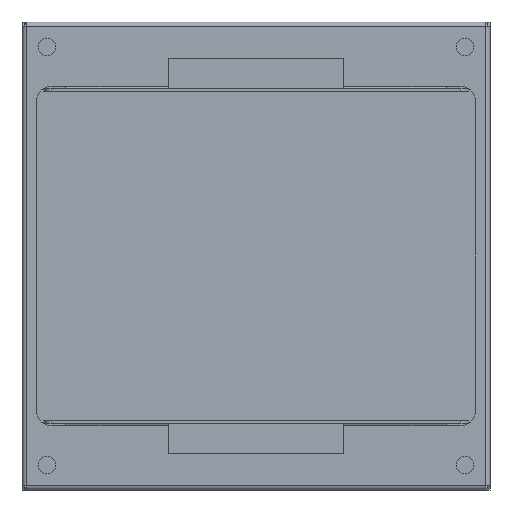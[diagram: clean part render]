
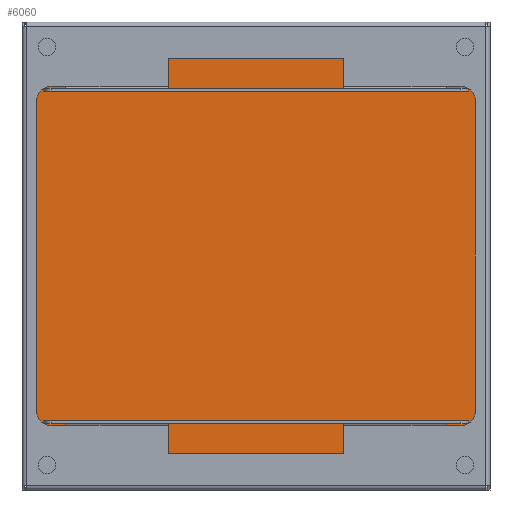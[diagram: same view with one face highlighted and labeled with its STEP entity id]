
A CAD part, front view. The second image highlights one B-rep face of the part: STEP entity #6060.
In plain terms, the highlighted planar face has unit normal (0, -1, 0).
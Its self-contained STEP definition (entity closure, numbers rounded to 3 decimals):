
#5945=DIRECTION('',(0.,0.,-1.));
#5946=VECTOR('',#5945,313.);
#5947=CARTESIAN_POINT('',(-156.5,0.,156.5));
#5948=LINE('',#5947,#5946);
#5959=DIRECTION('',(1.,0.,0.));
#5960=VECTOR('',#5959,313.);
#5961=CARTESIAN_POINT('',(-156.5,0.,-156.5));
#5962=LINE('',#5961,#5960);
#5973=DIRECTION('',(0.,0.,1.));
#5974=VECTOR('',#5973,313.);
#5975=CARTESIAN_POINT('',(156.5,0.,-156.5));
#5976=LINE('',#5975,#5974);
#5987=DIRECTION('',(-1.,0.,0.));
#5988=VECTOR('',#5987,313.);
#5989=CARTESIAN_POINT('',(156.5,0.,156.5));
#5990=LINE('',#5989,#5988);
#6029=CARTESIAN_POINT('',(-156.5,0.,156.5));
#6030=CARTESIAN_POINT('',(-156.5,0.,-156.5));
#6031=VERTEX_POINT('',#6029);
#6032=VERTEX_POINT('',#6030);
#6033=CARTESIAN_POINT('',(156.5,0.,156.5));
#6034=VERTEX_POINT('',#6033);
#6035=CARTESIAN_POINT('',(156.5,0.,-156.5));
#6036=VERTEX_POINT('',#6035);
#6045=CARTESIAN_POINT('',(0.,0.,0.));
#6046=DIRECTION('',(0.,1.,0.));
#6047=DIRECTION('',(1.,0.,0.));
#6048=AXIS2_PLACEMENT_3D('',#6045,#6046,#6047);
#6049=PLANE('',#6048);
#6051=ORIENTED_EDGE('',*,*,#6050,.F.);
#6053=ORIENTED_EDGE('',*,*,#6052,.F.);
#6055=ORIENTED_EDGE('',*,*,#6054,.F.);
#6057=ORIENTED_EDGE('',*,*,#6056,.F.);
#6058=EDGE_LOOP('',(#6051,#6053,#6055,#6057));
#6059=FACE_OUTER_BOUND('',#6058,.F.);
#6050=EDGE_CURVE('',#6031,#6032,#5948,.T.);
#6052=EDGE_CURVE('',#6034,#6031,#5990,.T.);
#6054=EDGE_CURVE('',#6036,#6034,#5976,.T.);
#6056=EDGE_CURVE('',#6032,#6036,#5962,.T.);
#6060=ADVANCED_FACE('',(#6059),#6049,.F.);
